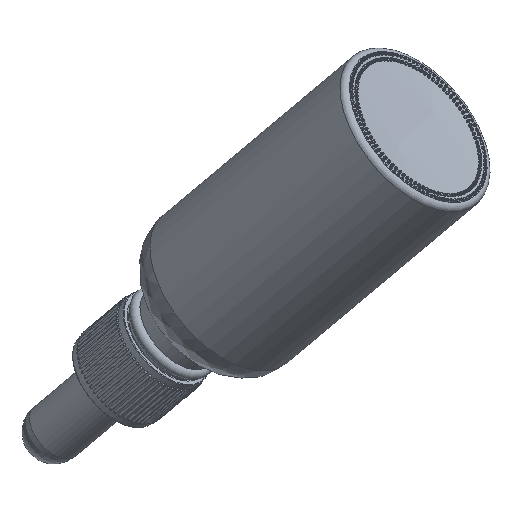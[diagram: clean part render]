
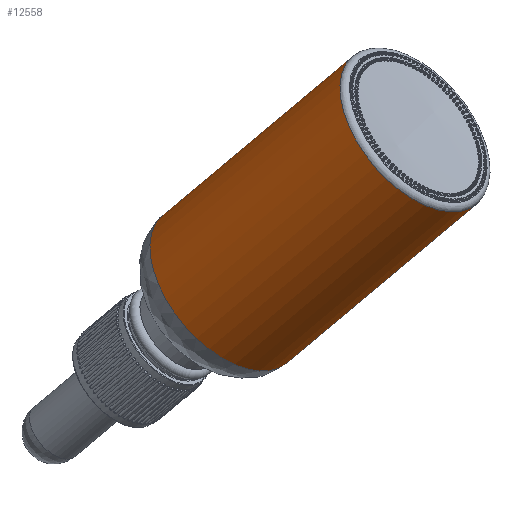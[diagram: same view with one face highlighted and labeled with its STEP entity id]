
A CAD part, isometric view. The second image highlights one B-rep face of the part: STEP entity #12558.
In plain terms, the highlighted cylindrical face has radius 19.05 mm (diameter 38.1 mm), a full revolution.
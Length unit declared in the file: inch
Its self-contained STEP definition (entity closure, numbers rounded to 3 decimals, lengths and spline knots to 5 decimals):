
#1683=FACE_BOUND('',#3620,.T.);
#2585=FACE_OUTER_BOUND('',#3619,.T.);
#3619=EDGE_LOOP('',(#10446));
#3620=EDGE_LOOP('',(#10447,#10448));
#4935=CIRCLE('',#13998,0.75);
#4936=CIRCLE('',#13999,0.75);
#4937=CIRCLE('',#14001,0.75);
#6100=VERTEX_POINT('',#32750);
#6101=VERTEX_POINT('',#32751);
#6102=VERTEX_POINT('',#32758);
#7705=EDGE_CURVE('',#6100,#6101,#4935,.T.);
#7706=EDGE_CURVE('',#6101,#6100,#4936,.T.);
#7708=EDGE_CURVE('',#6102,#6102,#4937,.T.);
#10446=ORIENTED_EDGE('',*,*,#7708,.F.);
#10447=ORIENTED_EDGE('',*,*,#7705,.T.);
#10448=ORIENTED_EDGE('',*,*,#7706,.T.);
#11876=CYLINDRICAL_SURFACE('',#14000,0.75);
#12558=ADVANCED_FACE('',(#2585,#1683),#11876,.T.);
#13998=AXIS2_PLACEMENT_3D('',#32752,#16818,#16819);
#13999=AXIS2_PLACEMENT_3D('',#32753,#16820,#16821);
#14000=AXIS2_PLACEMENT_3D('',#32757,#16822,#16823);
#14001=AXIS2_PLACEMENT_3D('',#32759,#16824,#16825);
#16818=DIRECTION('center_axis',(0.,-1.,0.));
#16819=DIRECTION('ref_axis',(1.,0.,0.));
#16820=DIRECTION('center_axis',(0.,-1.,0.));
#16821=DIRECTION('ref_axis',(1.,0.,0.));
#16822=DIRECTION('center_axis',(0.,-1.,0.));
#16823=DIRECTION('ref_axis',(1.,0.,0.));
#16824=DIRECTION('center_axis',(0.,-1.,0.));
#16825=DIRECTION('ref_axis',(1.,0.,0.));
#32750=CARTESIAN_POINT('',(0.75,2.375,0.));
#32751=CARTESIAN_POINT('',(0.,2.375,0.75));
#32752=CARTESIAN_POINT('Origin',(0.,2.375,0.));
#32753=CARTESIAN_POINT('Origin',(0.,2.375,0.));
#32757=CARTESIAN_POINT('Origin',(0.,1.21569,
0.));
#32758=CARTESIAN_POINT('',(0.75,0.05637,0.));
#32759=CARTESIAN_POINT('Origin',(0.,0.05637,
0.));
